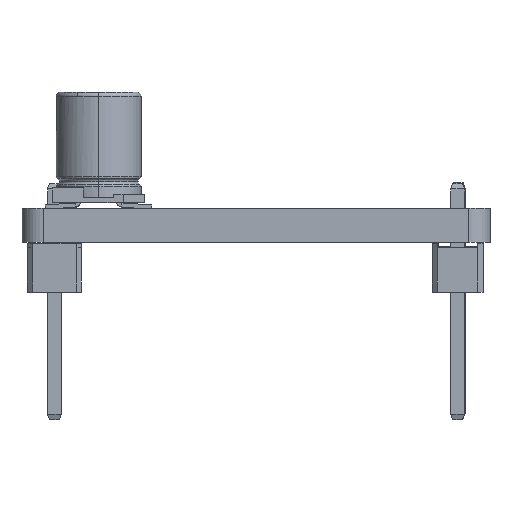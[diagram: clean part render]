
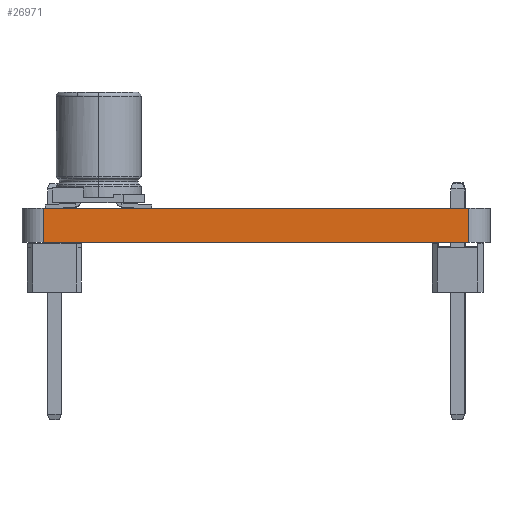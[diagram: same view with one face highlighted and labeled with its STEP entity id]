
A CAD part, left-side view. The second image highlights one B-rep face of the part: STEP entity #26971.
In plain terms, the highlighted planar face has unit normal (-1, 0, 0).
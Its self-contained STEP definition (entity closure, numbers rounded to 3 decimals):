
#24923 = PLANE('',#24924);
#24924 = AXIS2_PLACEMENT_3D('',#24925,#24926,#24927);
#24925 = CARTESIAN_POINT('',(19.,11.,1.6));
#24926 = DIRECTION('',(-0.,-0.,-1.));
#24927 = DIRECTION('',(-1.,0.,0.));
#24977 = PLANE('',#24978);
#24978 = AXIS2_PLACEMENT_3D('',#24979,#24980,#24981);
#24979 = CARTESIAN_POINT('',(19.,11.,0.));
#24980 = DIRECTION('',(-0.,-0.,-1.));
#24981 = DIRECTION('',(-1.,0.,0.));
#25190 = VERTEX_POINT('',#25191);
#25191 = CARTESIAN_POINT('',(0.,1.,0.));
#25210 = CYLINDRICAL_SURFACE('',#25211,1.);
#25211 = AXIS2_PLACEMENT_3D('',#25212,#25213,#25214);
#25212 = CARTESIAN_POINT('',(1.,1.,0.));
#25213 = DIRECTION('',(-0.,-0.,-1.));
#25214 = DIRECTION('',(1.,0.,-0.));
#25222 = EDGE_CURVE('',#25190,#25223,#25225,.T.);
#25223 = VERTEX_POINT('',#25224);
#25224 = CARTESIAN_POINT('',(0.,21.,0.));
#25225 = SURFACE_CURVE('',#25226,(#25230,#25237),.PCURVE_S1.);
#25226 = LINE('',#25227,#25228);
#25227 = CARTESIAN_POINT('',(0.,1.,0.));
#25228 = VECTOR('',#25229,1.);
#25229 = DIRECTION('',(0.,1.,0.));
#25230 = PCURVE('',#24977,#25231);
#25231 = DEFINITIONAL_REPRESENTATION('',(#25232),#25236);
#25232 = LINE('',#25233,#25234);
#25233 = CARTESIAN_POINT('',(19.,-10.));
#25234 = VECTOR('',#25235,1.);
#25235 = DIRECTION('',(0.,1.));
#25236 = ( GEOMETRIC_REPRESENTATION_CONTEXT(2) 
PARAMETRIC_REPRESENTATION_CONTEXT() REPRESENTATION_CONTEXT('2D SPACE',''
  ) );
#25237 = PCURVE('',#25238,#25243);
#25238 = PLANE('',#25239);
#25239 = AXIS2_PLACEMENT_3D('',#25240,#25241,#25242);
#25240 = CARTESIAN_POINT('',(0.,1.,0.));
#25241 = DIRECTION('',(-1.,0.,0.));
#25242 = DIRECTION('',(0.,1.,0.));
#25243 = DEFINITIONAL_REPRESENTATION('',(#25244),#25248);
#25244 = LINE('',#25245,#25246);
#25245 = CARTESIAN_POINT('',(0.,0.));
#25246 = VECTOR('',#25247,1.);
#25247 = DIRECTION('',(1.,0.));
#25248 = ( GEOMETRIC_REPRESENTATION_CONTEXT(2) 
PARAMETRIC_REPRESENTATION_CONTEXT() REPRESENTATION_CONTEXT('2D SPACE',''
  ) );
#25271 = CYLINDRICAL_SURFACE('',#25272,1.);
#25272 = AXIS2_PLACEMENT_3D('',#25273,#25274,#25275);
#25273 = CARTESIAN_POINT('',(1.,21.,0.));
#25274 = DIRECTION('',(-0.,-0.,-1.));
#25275 = DIRECTION('',(1.,0.,-0.));
#26104 = VERTEX_POINT('',#26105);
#26105 = CARTESIAN_POINT('',(0.,1.,1.6));
#26131 = EDGE_CURVE('',#26104,#26132,#26134,.T.);
#26132 = VERTEX_POINT('',#26133);
#26133 = CARTESIAN_POINT('',(0.,21.,1.6));
#26134 = SURFACE_CURVE('',#26135,(#26139,#26146),.PCURVE_S1.);
#26135 = LINE('',#26136,#26137);
#26136 = CARTESIAN_POINT('',(0.,1.,1.6));
#26137 = VECTOR('',#26138,1.);
#26138 = DIRECTION('',(0.,1.,0.));
#26139 = PCURVE('',#24923,#26140);
#26140 = DEFINITIONAL_REPRESENTATION('',(#26141),#26145);
#26141 = LINE('',#26142,#26143);
#26142 = CARTESIAN_POINT('',(19.,-10.));
#26143 = VECTOR('',#26144,1.);
#26144 = DIRECTION('',(0.,1.));
#26145 = ( GEOMETRIC_REPRESENTATION_CONTEXT(2) 
PARAMETRIC_REPRESENTATION_CONTEXT() REPRESENTATION_CONTEXT('2D SPACE',''
  ) );
#26146 = PCURVE('',#25238,#26147);
#26147 = DEFINITIONAL_REPRESENTATION('',(#26148),#26152);
#26148 = LINE('',#26149,#26150);
#26149 = CARTESIAN_POINT('',(0.,-1.6));
#26150 = VECTOR('',#26151,1.);
#26151 = DIRECTION('',(1.,0.));
#26152 = ( GEOMETRIC_REPRESENTATION_CONTEXT(2) 
PARAMETRIC_REPRESENTATION_CONTEXT() REPRESENTATION_CONTEXT('2D SPACE',''
  ) );
#26923 = EDGE_CURVE('',#25223,#26132,#26924,.T.);
#26924 = SURFACE_CURVE('',#26925,(#26929,#26936),.PCURVE_S1.);
#26925 = LINE('',#26926,#26927);
#26926 = CARTESIAN_POINT('',(0.,21.,0.));
#26927 = VECTOR('',#26928,1.);
#26928 = DIRECTION('',(0.,0.,1.));
#26929 = PCURVE('',#25271,#26930);
#26930 = DEFINITIONAL_REPRESENTATION('',(#26931),#26935);
#26931 = LINE('',#26932,#26933);
#26932 = CARTESIAN_POINT('',(-3.142,0.));
#26933 = VECTOR('',#26934,1.);
#26934 = DIRECTION('',(-0.,-1.));
#26935 = ( GEOMETRIC_REPRESENTATION_CONTEXT(2) 
PARAMETRIC_REPRESENTATION_CONTEXT() REPRESENTATION_CONTEXT('2D SPACE',''
  ) );
#26936 = PCURVE('',#25238,#26937);
#26937 = DEFINITIONAL_REPRESENTATION('',(#26938),#26942);
#26938 = LINE('',#26939,#26940);
#26939 = CARTESIAN_POINT('',(20.,0.));
#26940 = VECTOR('',#26941,1.);
#26941 = DIRECTION('',(0.,-1.));
#26942 = ( GEOMETRIC_REPRESENTATION_CONTEXT(2) 
PARAMETRIC_REPRESENTATION_CONTEXT() REPRESENTATION_CONTEXT('2D SPACE',''
  ) );
#26948 = EDGE_CURVE('',#25190,#26104,#26949,.T.);
#26949 = SURFACE_CURVE('',#26950,(#26954,#26961),.PCURVE_S1.);
#26950 = LINE('',#26951,#26952);
#26951 = CARTESIAN_POINT('',(0.,1.,0.));
#26952 = VECTOR('',#26953,1.);
#26953 = DIRECTION('',(0.,0.,1.));
#26954 = PCURVE('',#25210,#26955);
#26955 = DEFINITIONAL_REPRESENTATION('',(#26956),#26960);
#26956 = LINE('',#26957,#26958);
#26957 = CARTESIAN_POINT('',(-3.142,0.));
#26958 = VECTOR('',#26959,1.);
#26959 = DIRECTION('',(-0.,-1.));
#26960 = ( GEOMETRIC_REPRESENTATION_CONTEXT(2) 
PARAMETRIC_REPRESENTATION_CONTEXT() REPRESENTATION_CONTEXT('2D SPACE',''
  ) );
#26961 = PCURVE('',#25238,#26962);
#26962 = DEFINITIONAL_REPRESENTATION('',(#26963),#26967);
#26963 = LINE('',#26964,#26965);
#26964 = CARTESIAN_POINT('',(0.,0.));
#26965 = VECTOR('',#26966,1.);
#26966 = DIRECTION('',(0.,-1.));
#26967 = ( GEOMETRIC_REPRESENTATION_CONTEXT(2) 
PARAMETRIC_REPRESENTATION_CONTEXT() REPRESENTATION_CONTEXT('2D SPACE',''
  ) );
#26971 = ADVANCED_FACE('',(#26972),#25238,.T.);
#26972 = FACE_BOUND('',#26973,.T.);
#26973 = EDGE_LOOP('',(#26974,#26975,#26976,#26977));
#26974 = ORIENTED_EDGE('',*,*,#26948,.T.);
#26975 = ORIENTED_EDGE('',*,*,#26131,.T.);
#26976 = ORIENTED_EDGE('',*,*,#26923,.F.);
#26977 = ORIENTED_EDGE('',*,*,#25222,.F.);
